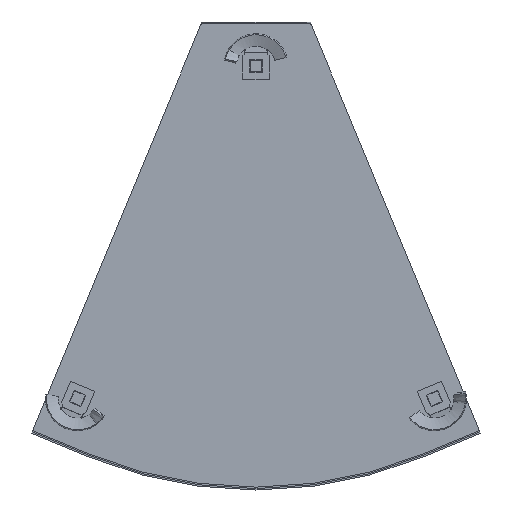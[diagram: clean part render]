
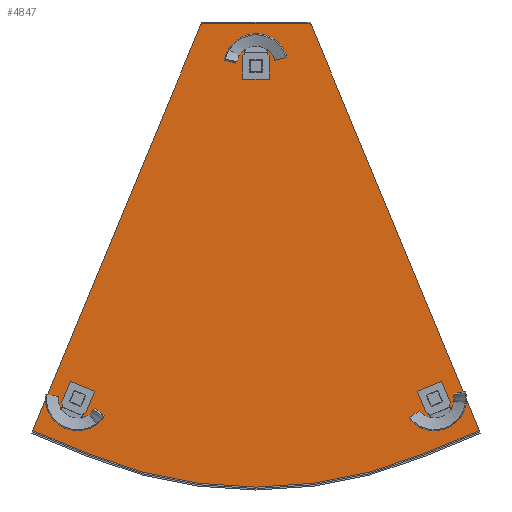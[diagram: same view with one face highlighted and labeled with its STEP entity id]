
A CAD part, front view. The second image highlights one B-rep face of the part: STEP entity #4847.
In plain terms, the highlighted planar face has unit normal (0, -1, 0).
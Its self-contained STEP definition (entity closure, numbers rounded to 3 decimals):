
#59 = FACE_BOUND ( 'NONE', #5749, .T. ) ;
#132 = VECTOR ( 'NONE', #4742, 1000. ) ;
#137 = VECTOR ( 'NONE', #4608, 1000. ) ;
#141 = CARTESIAN_POINT ( 'NONE',  ( -121.898, -1., -260.289 ) ) ;
#158 = CARTESIAN_POINT ( 'NONE',  ( -114.288, -1., -306.332 ) ) ;
#192 = DIRECTION ( 'NONE',  ( 0., 1., 0. ) ) ;
#219 = CARTESIAN_POINT ( 'NONE',  ( -152.626, -1., -290.443 ) ) ;
#268 = DIRECTION ( 'NONE',  ( 0., 1., 0. ) ) ;
#361 = LINE ( 'NONE', #3960, #2553 ) ;
#430 = VECTOR ( 'NONE', #752, 1000. ) ;
#524 = VERTEX_POINT ( 'NONE', #4734 ) ;
#529 = EDGE_LOOP ( 'NONE', ( #2907, #4550 ) ) ;
#620 = ORIENTED_EDGE ( 'NONE', *, *, #4514, .F. ) ;
#660 = CARTESIAN_POINT ( 'NONE',  ( -37.399, -1., -12.621 ) ) ;
#671 = VERTEX_POINT ( 'NONE', #2472 ) ;
#678 = CARTESIAN_POINT ( 'NONE',  ( 121.898, -1., -268.539 ) ) ;
#697 = CIRCLE ( 'NONE', #4180, 8.25 ) ;
#752 = DIRECTION ( 'NONE',  ( 0.383, 0., -0.924 ) ) ;
#788 = LINE ( 'NONE', #5069, #137 ) ;
#883 = CARTESIAN_POINT ( 'NONE',  ( 0., -1., -30.578 ) ) ;
#930 = ORIENTED_EDGE ( 'NONE', *, *, #3073, .F. ) ;
#931 = B_SPLINE_CURVE_WITH_KNOTS ( 'NONE', 3,
 ( #5205, #1006, #3388, #2403, #2484, #2425 ),
 .UNSPECIFIED., .F., .F.,
 ( 4, 2, 4 ),
 ( 0., 0.001, 0.001 ),
 .UNSPECIFIED. ) ;
#961 = CARTESIAN_POINT ( 'NONE',  ( 0., -1., -30.578 ) ) ;
#967 = EDGE_CURVE ( 'NONE', #2073, #5707, #1444, .T. ) ;
#984 = FACE_BOUND ( 'NONE', #529, .T. ) ;
#1006 = CARTESIAN_POINT ( 'NONE',  ( 37.655, -1., -13.112 ) ) ;
#1056 = CIRCLE ( 'NONE', #4454, 8.25 ) ;
#1089 = EDGE_CURVE ( 'NONE', #1951, #524, #2281, .T. ) ;
#1125 = EDGE_CURVE ( 'NONE', #5025, #2712, #931, .T. ) ;
#1146 = DIRECTION ( 'NONE',  ( -0.924, 0., -0.383 ) ) ;
#1187 = DIRECTION ( 'NONE',  ( 0., 0., 1. ) ) ;
#1221 = CARTESIAN_POINT ( 'NONE',  ( -37.278, -1., -12.27 ) ) ;
#1228 = CIRCLE ( 'NONE', #1339, 8.25 ) ;
#1339 = AXIS2_PLACEMENT_3D ( 'NONE', #2128, #268, #1187 ) ;
#1356 = LINE ( 'NONE', #4261, #132 ) ;
#1444 = CIRCLE ( 'NONE', #2998, 298.5 ) ;
#1461 = DIRECTION ( 'NONE',  ( 0., 0., 1. ) ) ;
#1493 = AXIS2_PLACEMENT_3D ( 'NONE', #5146, #2366, #1461 ) ;
#1558 = EDGE_CURVE ( 'NONE', #5872, #2771, #1228, .T. ) ;
#1559 = B_SPLINE_CURVE_WITH_KNOTS ( 'NONE', 3,
 ( #2599, #3005, #660, #4403, #1596, #3632 ),
 .UNSPECIFIED., .F., .F.,
 ( 4, 2, 4 ),
 ( 0., 0.001, 0.001 ),
 .UNSPECIFIED. ) ;
#1573 = FACE_BOUND ( 'NONE', #1654, .T. ) ;
#1596 = CARTESIAN_POINT ( 'NONE',  ( -37.655, -1., -13.112 ) ) ;
#1654 = EDGE_LOOP ( 'NONE', ( #4509, #5158 ) ) ;
#1673 = CARTESIAN_POINT ( 'NONE',  ( 0., -1., -33.05 ) ) ;
#1675 = LINE ( 'NONE', #3118, #430 ) ;
#1678 = DIRECTION ( 'NONE',  ( 0., 1., 0. ) ) ;
#1700 = DIRECTION ( 'NONE',  ( 0., 0., 1. ) ) ;
#1733 = FACE_OUTER_BOUND ( 'NONE', #4279, .T. ) ;
#1783 = ORIENTED_EDGE ( 'NONE', *, *, #4941, .T. ) ;
#1881 = CIRCLE ( 'NONE', #1493, 8.25 ) ;
#1934 = PLANE ( 'NONE',  #4620 ) ;
#1951 = VERTEX_POINT ( 'NONE', #3286 ) ;
#1952 = DIRECTION ( 'NONE',  ( 0., 0., 1. ) ) ;
#2002 = CARTESIAN_POINT ( 'NONE',  ( 121.898, -1., -268.539 ) ) ;
#2073 = VERTEX_POINT ( 'NONE', #3326 ) ;
#2128 = CARTESIAN_POINT ( 'NONE',  ( 0., -1., -41.3 ) ) ;
#2281 = CIRCLE ( 'NONE', #4401, 8.25 ) ;
#2292 = VERTEX_POINT ( 'NONE', #2511 ) ;
#2343 = DIRECTION ( 'NONE',  ( 0., 0., 1. ) ) ;
#2366 = DIRECTION ( 'NONE',  ( 0., 1., 0. ) ) ;
#2403 = CARTESIAN_POINT ( 'NONE',  ( 37.399, -1., -12.621 ) ) ;
#2415 = DIRECTION ( 'NONE',  ( 0., 1., 0. ) ) ;
#2425 = CARTESIAN_POINT ( 'NONE',  ( 37.278, -1., -12.27 ) ) ;
#2451 = VERTEX_POINT ( 'NONE', #1221 ) ;
#2472 = CARTESIAN_POINT ( 'NONE',  ( -121.898, -1., -276.789 ) ) ;
#2484 = CARTESIAN_POINT ( 'NONE',  ( 37.332, -1., -12.449 ) ) ;
#2511 = CARTESIAN_POINT ( 'NONE',  ( -37.75, -1., -13.27 ) ) ;
#2553 = VECTOR ( 'NONE', #1146, 1000. ) ;
#2599 = CARTESIAN_POINT ( 'NONE',  ( -37.278, -1., -12.27 ) ) ;
#2712 = VERTEX_POINT ( 'NONE', #5772 ) ;
#2722 = EDGE_CURVE ( 'NONE', #3543, #2073, #361, .T. ) ;
#2771 = VERTEX_POINT ( 'NONE', #1673 ) ;
#2810 = EDGE_CURVE ( 'NONE', #5025, #3543, #1675, .T. ) ;
#2873 = ORIENTED_EDGE ( 'NONE', *, *, #967, .F. ) ;
#2907 = ORIENTED_EDGE ( 'NONE', *, *, #1089, .T. ) ;
#2983 = DIRECTION ( 'NONE',  ( 0., 1., 0. ) ) ;
#2998 = AXIS2_PLACEMENT_3D ( 'NONE', #883, #3743, #2343 ) ;
#3005 = CARTESIAN_POINT ( 'NONE',  ( -37.332, -1., -12.449 ) ) ;
#3073 = EDGE_CURVE ( 'NONE', #2451, #2712, #788, .T. ) ;
#3118 = CARTESIAN_POINT ( 'NONE',  ( 32.25, -1., 0. ) ) ;
#3205 = EDGE_CURVE ( 'NONE', #524, #1951, #4008, .T. ) ;
#3215 = CARTESIAN_POINT ( 'NONE',  ( 152.626, -1., -290.443 ) ) ;
#3244 = VERTEX_POINT ( 'NONE', #219 ) ;
#3286 = CARTESIAN_POINT ( 'NONE',  ( 121.898, -1., -260.289 ) ) ;
#3324 = ORIENTED_EDGE ( 'NONE', *, *, #4391, .F. ) ;
#3326 = CARTESIAN_POINT ( 'NONE',  ( 114.288, -1., -306.332 ) ) ;
#3388 = CARTESIAN_POINT ( 'NONE',  ( 37.56, -1., -12.952 ) ) ;
#3403 = AXIS2_PLACEMENT_3D ( 'NONE', #678, #192, #3476 ) ;
#3476 = DIRECTION ( 'NONE',  ( 0., 0., 1. ) ) ;
#3543 = VERTEX_POINT ( 'NONE', #3215 ) ;
#3632 = CARTESIAN_POINT ( 'NONE',  ( -37.75, -1., -13.27 ) ) ;
#3676 = EDGE_CURVE ( 'NONE', #2771, #5872, #1881, .T. ) ;
#3743 = DIRECTION ( 'NONE',  ( 0., 1., 0. ) ) ;
#3844 = DIRECTION ( 'NONE',  ( 0., 1., 0. ) ) ;
#3929 = DIRECTION ( 'NONE',  ( 0., 0., 1. ) ) ;
#3960 = CARTESIAN_POINT ( 'NONE',  ( 152.626, -1., -290.443 ) ) ;
#3962 = EDGE_CURVE ( 'NONE', #671, #5740, #1056, .T. ) ;
#4008 = CIRCLE ( 'NONE', #3403, 8.25 ) ;
#4170 = ORIENTED_EDGE ( 'NONE', *, *, #2722, .F. ) ;
#4180 = AXIS2_PLACEMENT_3D ( 'NONE', #4815, #2983, #3929 ) ;
#4213 = LINE ( 'NONE', #4678, #5815 ) ;
#4261 = CARTESIAN_POINT ( 'NONE',  ( -152.626, -1., -290.443 ) ) ;
#4279 = EDGE_LOOP ( 'NONE', ( #5600, #930, #5735, #3324, #620, #2873, #4170, #5007 ) ) ;
#4285 = DIRECTION ( 'NONE',  ( 0., 0., 1. ) ) ;
#4391 = EDGE_CURVE ( 'NONE', #3244, #2292, #1356, .T. ) ;
#4401 = AXIS2_PLACEMENT_3D ( 'NONE', #2002, #3844, #4285 ) ;
#4403 = CARTESIAN_POINT ( 'NONE',  ( -37.56, -1., -12.952 ) ) ;
#4454 = AXIS2_PLACEMENT_3D ( 'NONE', #5443, #1678, #1700 ) ;
#4509 = ORIENTED_EDGE ( 'NONE', *, *, #3676, .T. ) ;
#4514 = EDGE_CURVE ( 'NONE', #5707, #3244, #4213, .T. ) ;
#4550 = ORIENTED_EDGE ( 'NONE', *, *, #3205, .T. ) ;
#4608 = DIRECTION ( 'NONE',  ( 1., 0., 0. ) ) ;
#4620 = AXIS2_PLACEMENT_3D ( 'NONE', #961, #2415, #1952 ) ;
#4678 = CARTESIAN_POINT ( 'NONE',  ( -114.288, -1., -306.332 ) ) ;
#4734 = CARTESIAN_POINT ( 'NONE',  ( 121.898, -1., -276.789 ) ) ;
#4742 = DIRECTION ( 'NONE',  ( 0.383, 0., 0.924 ) ) ;
#4815 = CARTESIAN_POINT ( 'NONE',  ( -121.898, -1., -268.539 ) ) ;
#4847 = ADVANCED_FACE ( 'NONE', ( #1733, #59, #984, #1573 ), #1934, .F. ) ;
#4941 = EDGE_CURVE ( 'NONE', #5740, #671, #697, .T. ) ;
#5007 = ORIENTED_EDGE ( 'NONE', *, *, #2810, .F. ) ;
#5025 = VERTEX_POINT ( 'NONE', #5256 ) ;
#5069 = CARTESIAN_POINT ( 'NONE',  ( 0., -1., -12.27 ) ) ;
#5080 = DIRECTION ( 'NONE',  ( -0.924, 0., 0.383 ) ) ;
#5146 = CARTESIAN_POINT ( 'NONE',  ( 0., -1., -41.3 ) ) ;
#5158 = ORIENTED_EDGE ( 'NONE', *, *, #1558, .T. ) ;
#5205 = CARTESIAN_POINT ( 'NONE',  ( 37.75, -1., -13.27 ) ) ;
#5256 = CARTESIAN_POINT ( 'NONE',  ( 37.75, -1., -13.27 ) ) ;
#5339 = ORIENTED_EDGE ( 'NONE', *, *, #3962, .T. ) ;
#5342 = CARTESIAN_POINT ( 'NONE',  ( 0., -1., -49.55 ) ) ;
#5443 = CARTESIAN_POINT ( 'NONE',  ( -121.898, -1., -268.539 ) ) ;
#5600 = ORIENTED_EDGE ( 'NONE', *, *, #1125, .T. ) ;
#5707 = VERTEX_POINT ( 'NONE', #158 ) ;
#5735 = ORIENTED_EDGE ( 'NONE', *, *, #6038, .T. ) ;
#5740 = VERTEX_POINT ( 'NONE', #141 ) ;
#5749 = EDGE_LOOP ( 'NONE', ( #1783, #5339 ) ) ;
#5772 = CARTESIAN_POINT ( 'NONE',  ( 37.278, -1., -12.27 ) ) ;
#5815 = VECTOR ( 'NONE', #5080, 1000. ) ;
#5872 = VERTEX_POINT ( 'NONE', #5342 ) ;
#6038 = EDGE_CURVE ( 'NONE', #2451, #2292, #1559, .T. ) ;
